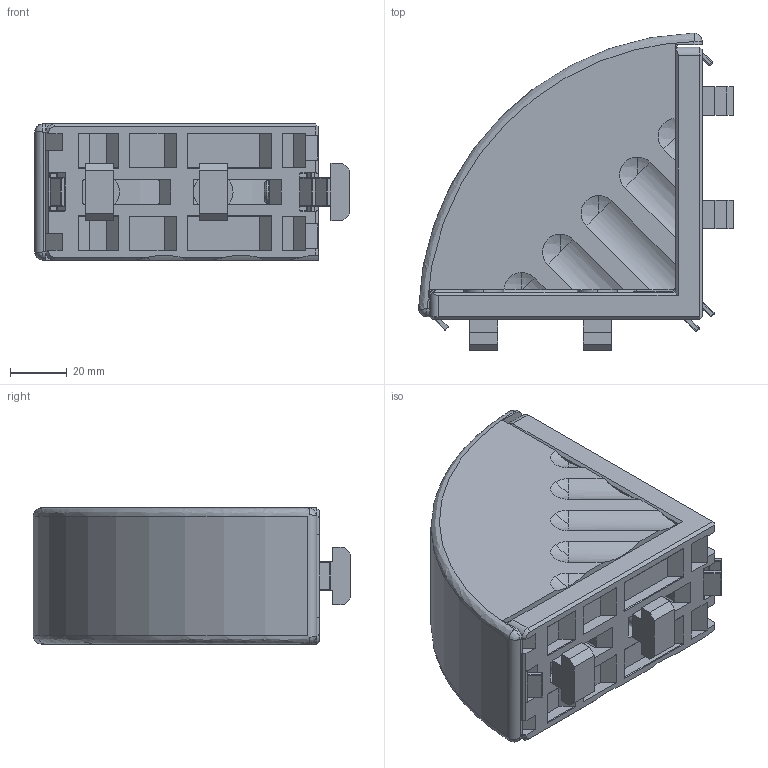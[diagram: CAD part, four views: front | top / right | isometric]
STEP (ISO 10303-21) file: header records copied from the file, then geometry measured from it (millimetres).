
FILE_DESCRIPTION((''),'2;1');
FILE_NAME('50x100 Gusset Kit DesignLine.iam.stp','2011-06-02T21:59:03',(''),(''),'Autodesk Inventor 2011','Autodesk Inventor 2011','');
FILE_SCHEMA(('AUTOMOTIVE_DESIGN { 1 0 10303 214 1 1 1 1 }'));
Length unit declared in the file: millimetre
Products named in the file (3): 50x100 Gusset Kit DesignLine; 50x100 Gusset With Fasteners; 50X100 round cover cap
Assembly tree (2 placements, depth 2):
  50x100 Gusset Kit DesignLine
    50x100 Gusset With Fasteners
    50X100 round cover cap
Bounding box: 110.95 x 111.94 x 48 mm (x, y, z)
Volume: 142067.3 mm3; surface area: 72729.7 mm2
Topology: 18 solids, 18 shells, 686 faces, 1680 edges, 987 vertices
Faces by surface type: plane 296, cylinder 224, sphere 58, cone 48, bspline 42, torus 18
Entity records: 24902 total; most frequent: CARTESIAN_POINT 9329, ORIENTED_EDGE 3244, DIRECTION 3163, EDGE_CURVE 1622, AXIS2_PLACEMENT_3D 1105, VERTEX_POINT 987, VECTOR 953, LINE 953
